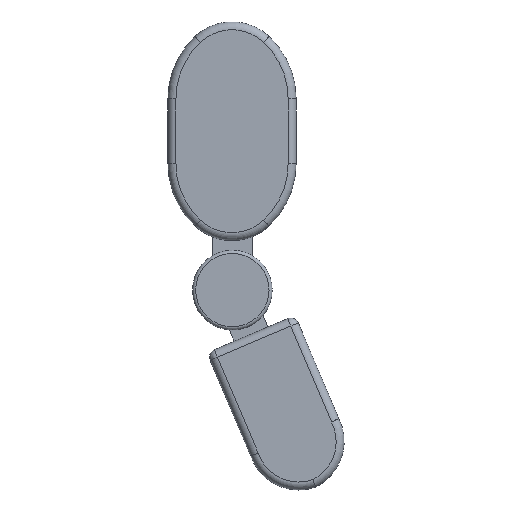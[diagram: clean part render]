
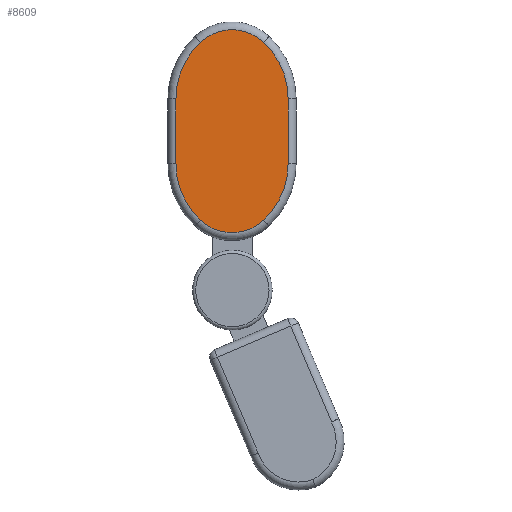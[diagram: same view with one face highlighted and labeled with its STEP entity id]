
A CAD part, left-side view. The second image highlights one B-rep face of the part: STEP entity #8609.
In plain terms, the highlighted planar face has unit normal (-1, 0, 0).
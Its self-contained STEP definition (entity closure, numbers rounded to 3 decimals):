
#578=PLANE('',#9182);
#735=CIRCLE('',#9183,29.);
#736=CIRCLE('',#9184,48.69);
#737=CIRCLE('',#9185,48.69);
#738=CIRCLE('',#9186,29.);
#739=CIRCLE('',#9187,48.69);
#740=CIRCLE('',#9188,48.69);
#1221=ORIENTED_EDGE('',*,*,#3334,.T.);
#1222=ORIENTED_EDGE('',*,*,#3335,.T.);
#1223=ORIENTED_EDGE('',*,*,#3336,.T.);
#1224=ORIENTED_EDGE('',*,*,#3337,.T.);
#1225=ORIENTED_EDGE('',*,*,#3338,.T.);
#1226=ORIENTED_EDGE('',*,*,#3339,.T.);
#1227=ORIENTED_EDGE('',*,*,#3340,.T.);
#1228=ORIENTED_EDGE('',*,*,#3341,.T.);
#3334=EDGE_CURVE('',#4407,#4408,#735,.F.);
#3335=EDGE_CURVE('',#4408,#4409,#736,.F.);
#3336=EDGE_CURVE('',#4409,#4410,#5101,.F.);
#3337=EDGE_CURVE('',#4410,#4411,#737,.F.);
#3338=EDGE_CURVE('',#4411,#4412,#738,.F.);
#3339=EDGE_CURVE('',#4412,#4413,#739,.F.);
#3340=EDGE_CURVE('',#4413,#4414,#5102,.F.);
#3341=EDGE_CURVE('',#4414,#4407,#740,.F.);
#4407=VERTEX_POINT('',#12017);
#4408=VERTEX_POINT('',#12018);
#4409=VERTEX_POINT('',#12020);
#4410=VERTEX_POINT('',#12022);
#4411=VERTEX_POINT('',#12024);
#4412=VERTEX_POINT('',#12026);
#4413=VERTEX_POINT('',#12028);
#4414=VERTEX_POINT('',#12030);
#5101=LINE('',#12021,#5540);
#5102=LINE('',#12029,#5541);
#5540=VECTOR('',#10150,1000.);
#5541=VECTOR('',#10157,1000.);
#5987=EDGE_LOOP('',(#1221,#1222,#1223,#1224,#1225,#1226,#1227,#1228));
#6495=FACE_BOUND('',#5987,.T.);
#8609=ADVANCED_FACE('',(#6495),#578,.F.);
#9182=AXIS2_PLACEMENT_3D('',#12015,#10144,#10145);
#9183=AXIS2_PLACEMENT_3D('',#12016,#10146,#10147);
#9184=AXIS2_PLACEMENT_3D('',#12019,#10148,#10149);
#9185=AXIS2_PLACEMENT_3D('',#12023,#10151,#10152);
#9186=AXIS2_PLACEMENT_3D('',#12025,#10153,#10154);
#9187=AXIS2_PLACEMENT_3D('',#12027,#10155,#10156);
#9188=AXIS2_PLACEMENT_3D('',#12031,#10158,#10159);
#10144=DIRECTION('',(1.,0.,0.));
#10145=DIRECTION('',(0.,0.,-1.));
#10146=DIRECTION('',(1.,0.,0.));
#10147=DIRECTION('',(0.,0.,-1.));
#10148=DIRECTION('',(1.,0.,0.));
#10149=DIRECTION('',(0.,0.,-1.));
#10150=DIRECTION('',(0.,0.,-1.));
#10151=DIRECTION('',(1.,0.,0.));
#10152=DIRECTION('',(0.,0.,-1.));
#10153=DIRECTION('',(1.,0.,0.));
#10154=DIRECTION('',(0.,0.,-1.));
#10155=DIRECTION('',(1.,0.,0.));
#10156=DIRECTION('',(0.,0.,-1.));
#10157=DIRECTION('',(0.,0.,1.));
#10158=DIRECTION('',(1.,0.,0.));
#10159=DIRECTION('',(0.,0.,-1.));
#12015=CARTESIAN_POINT('',(-10.,26.714,0.));
#12016=CARTESIAN_POINT('',(-10.,40.202,-54.948));
#12017=CARTESIAN_POINT('',(-10.,60.068,-76.076));
#12018=CARTESIAN_POINT('',(-10.,20.336,-76.076));
#12019=CARTESIAN_POINT('',(-10.,53.69,-40.603));
#12020=CARTESIAN_POINT('',(-10.,5.,-40.603));
#12021=CARTESIAN_POINT('',(-10.,5.,0.));
#12022=CARTESIAN_POINT('',(-10.,5.,0.));
#12023=CARTESIAN_POINT('',(-10.,53.69,0.));
#12024=CARTESIAN_POINT('',(-10.,20.336,35.472));
#12025=CARTESIAN_POINT('',(-10.,40.202,14.345));
#12026=CARTESIAN_POINT('',(-10.,60.068,35.472));
#12027=CARTESIAN_POINT('',(-10.,26.714,0.));
#12028=CARTESIAN_POINT('',(-10.,75.404,0.));
#12029=CARTESIAN_POINT('',(-10.,75.404,0.));
#12030=CARTESIAN_POINT('',(-10.,75.404,-40.603));
#12031=CARTESIAN_POINT('',(-10.,26.714,-40.603));
